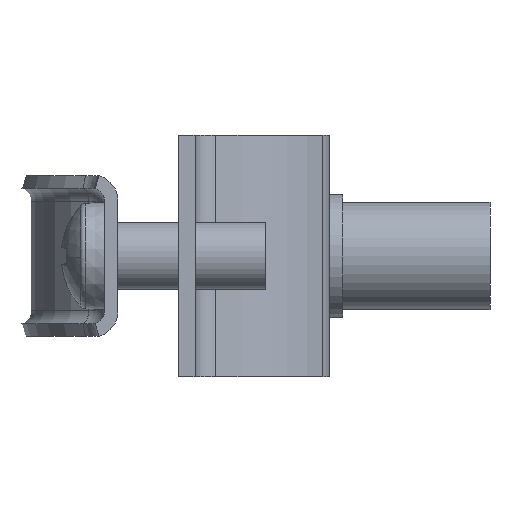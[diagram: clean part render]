
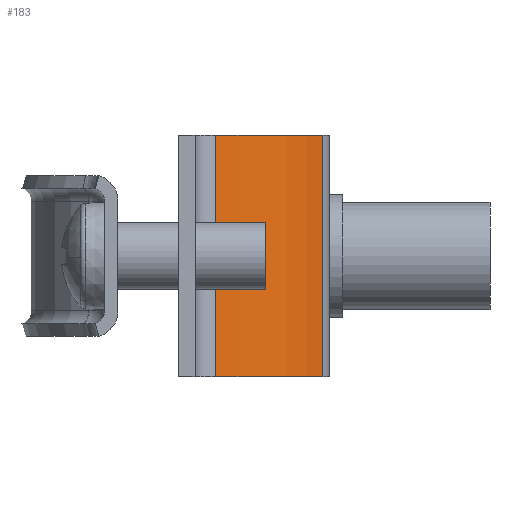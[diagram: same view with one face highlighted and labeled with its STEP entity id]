
A CAD part, left-side view. The second image highlights one B-rep face of the part: STEP entity #183.
In plain terms, the highlighted cylindrical face has radius 11.25 mm (diameter 22.5 mm), a partial arc.
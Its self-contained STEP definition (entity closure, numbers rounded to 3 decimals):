
#5 = DIRECTION ( 'NONE',  ( 0., 0., 1. ) ) ;
#68 = LINE ( 'NONE', #2566, #622 ) ;
#183 = ADVANCED_FACE ( 'NONE', ( #1802 ), #408, .T. ) ;
#293 = CIRCLE ( 'NONE', #2430, 11.25 ) ;
#408 = CYLINDRICAL_SURFACE ( 'NONE', #1161, 11.25 ) ;
#622 = VECTOR ( 'NONE', #2826, 1000. ) ;
#761 = EDGE_CURVE ( 'NONE', #2577, #1686, #293, .T. ) ;
#765 = VERTEX_POINT ( 'NONE', #2669 ) ;
#774 = CIRCLE ( 'NONE', #3112, 11.25 ) ;
#814 = DIRECTION ( 'NONE',  ( 1., 0., 0. ) ) ;
#1130 = DIRECTION ( 'NONE',  ( 1., 0., 0. ) ) ;
#1161 = AXIS2_PLACEMENT_3D ( 'NONE', #2370, #5, #814 ) ;
#1309 = EDGE_CURVE ( 'NONE', #2577, #3139, #3075, .T. ) ;
#1337 = CARTESIAN_POINT ( 'NONE',  ( 0.259, -1.457, -9. ) ) ;
#1381 = CARTESIAN_POINT ( 'NONE',  ( 0.259, -1.457, 9. ) ) ;
#1425 = CARTESIAN_POINT ( 'NONE',  ( -10.911, -2.792, 9. ) ) ;
#1492 = EDGE_LOOP ( 'NONE', ( #1997, #1971, #1957, #1944 ) ) ;
#1593 = DIRECTION ( 'NONE',  ( 1., 0., 0. ) ) ;
#1686 = VERTEX_POINT ( 'NONE', #3295 ) ;
#1802 = FACE_OUTER_BOUND ( 'NONE', #1492, .T. ) ;
#1809 = EDGE_CURVE ( 'NONE', #765, #3139, #774, .T. ) ;
#1944 = ORIENTED_EDGE ( 'NONE', *, *, #1309, .T. ) ;
#1957 = ORIENTED_EDGE ( 'NONE', *, *, #761, .F. ) ;
#1971 = ORIENTED_EDGE ( 'NONE', *, *, #3330, .F. ) ;
#1997 = ORIENTED_EDGE ( 'NONE', *, *, #1809, .F. ) ;
#2245 = VECTOR ( 'NONE', #3343, 1000. ) ;
#2370 = CARTESIAN_POINT ( 'NONE',  ( 0.259, -1.457, -20.677 ) ) ;
#2430 = AXIS2_PLACEMENT_3D ( 'NONE', #1381, #2923, #1130 ) ;
#2533 = CARTESIAN_POINT ( 'NONE',  ( -10.911, -2.792, 9. ) ) ;
#2566 = CARTESIAN_POINT ( 'NONE',  ( -6.04, -10.779, 9. ) ) ;
#2577 = VERTEX_POINT ( 'NONE', #1425 ) ;
#2669 = CARTESIAN_POINT ( 'NONE',  ( -6.04, -10.779, -9. ) ) ;
#2826 = DIRECTION ( 'NONE',  ( 0., 0., -1. ) ) ;
#2923 = DIRECTION ( 'NONE',  ( 0., 0., 1. ) ) ;
#3075 = LINE ( 'NONE', #2533, #2245 ) ;
#3098 = CARTESIAN_POINT ( 'NONE',  ( -10.911, -2.792, -9. ) ) ;
#3112 = AXIS2_PLACEMENT_3D ( 'NONE', #1337, #3117, #1593 ) ;
#3117 = DIRECTION ( 'NONE',  ( 0., 0., -1. ) ) ;
#3139 = VERTEX_POINT ( 'NONE', #3098 ) ;
#3295 = CARTESIAN_POINT ( 'NONE',  ( -6.04, -10.779, 9. ) ) ;
#3330 = EDGE_CURVE ( 'NONE', #1686, #765, #68, .T. ) ;
#3343 = DIRECTION ( 'NONE',  ( 0., 0., -1. ) ) ;
